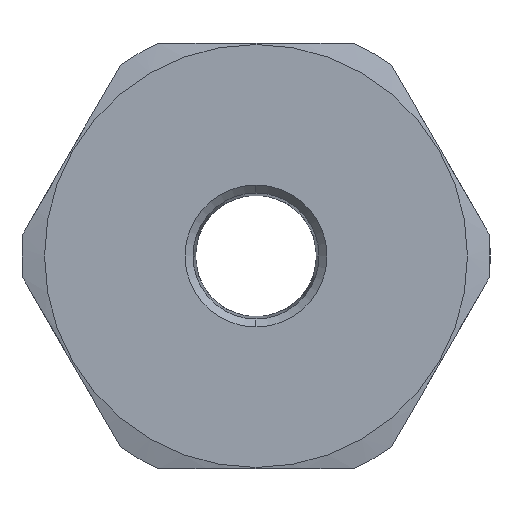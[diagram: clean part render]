
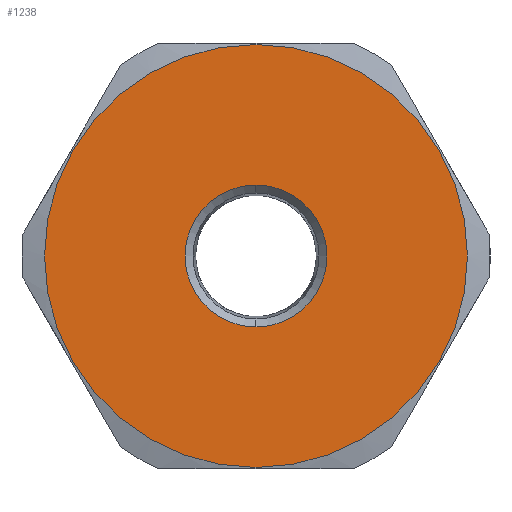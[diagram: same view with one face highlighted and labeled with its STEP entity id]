
A CAD part, left-side view. The second image highlights one B-rep face of the part: STEP entity #1238.
In plain terms, the highlighted planar face has unit normal (-1, 0, 0).
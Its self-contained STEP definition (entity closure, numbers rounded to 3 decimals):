
#19 = AXIS2_PLACEMENT_3D ( 'NONE', #649, #643, #665 ) ;
#44 = CARTESIAN_POINT ( 'NONE',  ( 0., 0., 0. ) ) ;
#53 = VERTEX_POINT ( 'NONE', #1367 ) ;
#57 = EDGE_LOOP ( 'NONE', ( #86, #1317 ) ) ;
#80 = AXIS2_PLACEMENT_3D ( 'NONE', #233, #104, #338 ) ;
#86 = ORIENTED_EDGE ( 'NONE', *, *, #454, .T. ) ;
#104 = DIRECTION ( 'NONE',  ( 1., 0., 0. ) ) ;
#118 = DIRECTION ( 'NONE',  ( 0., 0., -1. ) ) ;
#233 = CARTESIAN_POINT ( 'NONE',  ( 0., 0., 0. ) ) ;
#280 = VERTEX_POINT ( 'NONE', #466 ) ;
#285 = CARTESIAN_POINT ( 'NONE',  ( 0., 0., 13.335 ) ) ;
#305 = CIRCLE ( 'NONE', #19, 39.75 ) ;
#319 = DIRECTION ( 'NONE',  ( 1., 0., 0. ) ) ;
#328 = VERTEX_POINT ( 'NONE', #285 ) ;
#338 = DIRECTION ( 'NONE',  ( 0., 0., -1. ) ) ;
#351 = ORIENTED_EDGE ( 'NONE', *, *, #525, .T. ) ;
#445 = CARTESIAN_POINT ( 'NONE',  ( 0., 0., 39.75 ) ) ;
#454 = EDGE_CURVE ( 'NONE', #53, #463, #305, .T. ) ;
#457 = AXIS2_PLACEMENT_3D ( 'NONE', #783, #1110, #995 ) ;
#463 = VERTEX_POINT ( 'NONE', #445 ) ;
#466 = CARTESIAN_POINT ( 'NONE',  ( 0., 0., -13.335 ) ) ;
#487 = EDGE_CURVE ( 'NONE', #280, #328, #1260, .T. ) ;
#490 = FACE_BOUND ( 'NONE', #1434, .T. ) ;
#498 = ORIENTED_EDGE ( 'NONE', *, *, #487, .T. ) ;
#525 = EDGE_CURVE ( 'NONE', #328, #280, #1408, .T. ) ;
#606 = DIRECTION ( 'NONE',  ( 1., 0., 0. ) ) ;
#643 = DIRECTION ( 'NONE',  ( -1., 0., 0. ) ) ;
#649 = CARTESIAN_POINT ( 'NONE',  ( 0., 0., 0. ) ) ;
#665 = DIRECTION ( 'NONE',  ( 0., 0., 1. ) ) ;
#783 = CARTESIAN_POINT ( 'NONE',  ( 0., 0., 0. ) ) ;
#785 = FACE_OUTER_BOUND ( 'NONE', #57, .T. ) ;
#809 = DIRECTION ( 'NONE',  ( 0., 0., -1. ) ) ;
#951 = EDGE_CURVE ( 'NONE', #463, #53, #1167, .T. ) ;
#983 = CARTESIAN_POINT ( 'NONE',  ( 0., 0., 0. ) ) ;
#995 = DIRECTION ( 'NONE',  ( 0., 0., 1. ) ) ;
#1110 = DIRECTION ( 'NONE',  ( -1., 0., 0. ) ) ;
#1167 = CIRCLE ( 'NONE', #457, 39.75 ) ;
#1238 = ADVANCED_FACE ( 'NONE', ( #490, #785 ), #1278, .F. ) ;
#1260 = CIRCLE ( 'NONE', #1360, 13.335 ) ;
#1278 = PLANE ( 'NONE',  #1370 ) ;
#1317 = ORIENTED_EDGE ( 'NONE', *, *, #951, .T. ) ;
#1360 = AXIS2_PLACEMENT_3D ( 'NONE', #983, #319, #118 ) ;
#1367 = CARTESIAN_POINT ( 'NONE',  ( 0., 0., -39.75 ) ) ;
#1370 = AXIS2_PLACEMENT_3D ( 'NONE', #44, #606, #809 ) ;
#1408 = CIRCLE ( 'NONE', #80, 13.335 ) ;
#1434 = EDGE_LOOP ( 'NONE', ( #351, #498 ) ) ;
